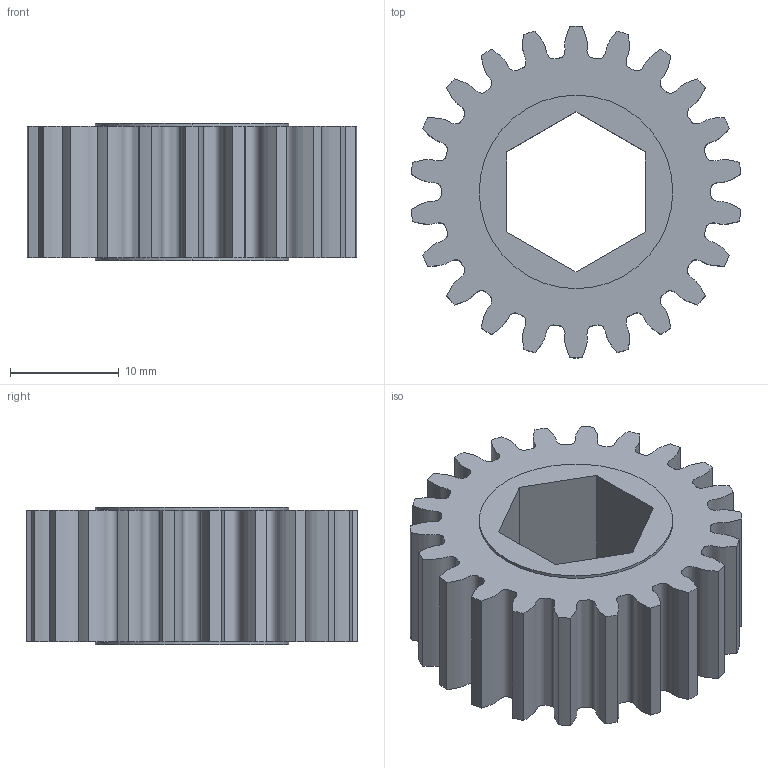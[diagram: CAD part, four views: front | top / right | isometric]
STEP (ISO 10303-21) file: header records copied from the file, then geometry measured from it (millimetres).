
FILE_DESCRIPTION (( 'STEP AP214' ), '1' );
FILE_NAME ('217-5463-001 Rev1.step', '2016-08-25T21:10:34', ( '' ), ( '' ), 'SwSTEP 2.0', 'SolidWorks 2015', '' );
FILE_SCHEMA (( 'AUTOMOTIVE_DESIGN' ));
Length unit declared in the file: millimetre
Products named in the file (1): 217-5463-001 Rev1
Bounding box: 30.31 x 30.48 x 12.6 mm (x, y, z)
Volume: 5817.5 mm3; surface area: 3664.5 mm2
Topology: 1 solids, 1 shells, 58 faces, 162 edges, 108 vertices
Faces by surface type: cylinder 26, bspline 22, plane 10
Entity records: 9704 total; most frequent: CARTESIAN_POINT 8271, ORIENTED_EDGE 324, DIRECTION 244, EDGE_CURVE 162, VERTEX_POINT 108, AXIS2_PLACEMENT_3D 89, VECTOR 66, LINE 66
